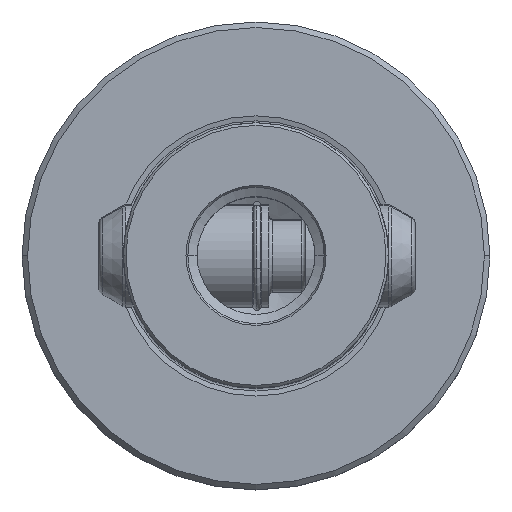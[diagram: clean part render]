
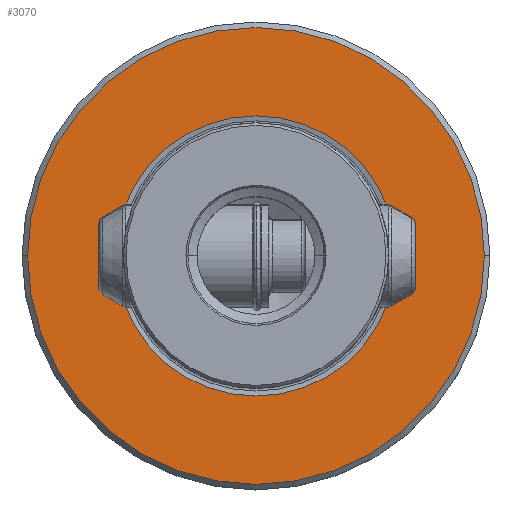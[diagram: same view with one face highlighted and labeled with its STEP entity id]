
A CAD part, top view. The second image highlights one B-rep face of the part: STEP entity #3070.
In plain terms, the highlighted planar face has unit normal (0, 0, 1).
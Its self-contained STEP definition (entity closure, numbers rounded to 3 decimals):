
#2230=EDGE_CURVE('NONE',#3766,#2242,#5831,.T.);
#2242=VERTEX_POINT('NONE',#5844);
#2472=VERTEX_POINT('NONE',#6097);
#3070=ADVANCED_FACE('NONE',(#6766,#6767),#6768,.T.);
#3386=EDGE_CURVE('NONE',#2242,#3766,#7117,.T.);
#3766=VERTEX_POINT('NONE',#7551);
#3770=EDGE_CURVE('NONE',#2472,#4414,#7556,.T.);
#4294=EDGE_CURVE('NONE',#4414,#2472,#8124,.F.);
#4414=VERTEX_POINT('NONE',#8255);
#5831=CIRCLE('',#12282,31.0);
#5844=CARTESIAN_POINT('',(-31.0,0.,0.0));
#6097=CARTESIAN_POINT('',(19.012,0.,0.0));
#6766=FACE_OUTER_BOUND('',#17779,.T.);
#6767=FACE_BOUND('',#17780,.T.);
#6768=PLANE('',#17781);
#7117=CIRCLE('',#19309,31.0);
#7551=CARTESIAN_POINT('',(31.0,0.,0.0));
#7556=CIRCLE('',#20242,19.012);
#8124=CIRCLE('',#24721,19.012);
#8255=CARTESIAN_POINT('',(-19.012,0.,0.0));
#12282=AXIS2_PLACEMENT_3D('',#29408,#29409,#29410);
#17779=EDGE_LOOP('',(#30547,#30548));
#17780=EDGE_LOOP('',(#30549,#30550));
#17781=AXIS2_PLACEMENT_3D('',#30551,#30552,#30553);
#19309=AXIS2_PLACEMENT_3D('',#30971,#30972,#30973);
#20242=AXIS2_PLACEMENT_3D('',#31588,#31589,#31590);
#24721=AXIS2_PLACEMENT_3D('',#32182,#32183,#32184);
#29408=CARTESIAN_POINT('',(0.0,0.0,0.0));
#29409=DIRECTION('',(0.0,0.0,-1.0));
#29410=DIRECTION('',(-1.0,0.,0.0));
#30547=ORIENTED_EDGE('',*,*,#3386,.F.);
#30548=ORIENTED_EDGE('',*,*,#2230,.F.);
#30549=ORIENTED_EDGE('',*,*,#3770,.F.);
#30550=ORIENTED_EDGE('',*,*,#4294,.F.);
#30551=CARTESIAN_POINT('',(-18.0,0.0,0.0));
#30552=DIRECTION('',(-0.0,0.0,1.0));
#30553=DIRECTION('',(0.0,1.0,0.0));
#30971=CARTESIAN_POINT('',(0.0,0.0,0.0));
#30972=DIRECTION('',(0.0,0.0,-1.0));
#30973=DIRECTION('',(-1.0,0.,0.0));
#31588=CARTESIAN_POINT('',(0.0,0.0,0.0));
#31589=DIRECTION('',(-0.0,0.0,1.0));
#31590=DIRECTION('',(1.0,0.,0.0));
#32182=CARTESIAN_POINT('',(0.0,0.0,0.0));
#32183=DIRECTION('',(0.0,0.0,-1.0));
#32184=DIRECTION('',(1.0,0.,0.0));
